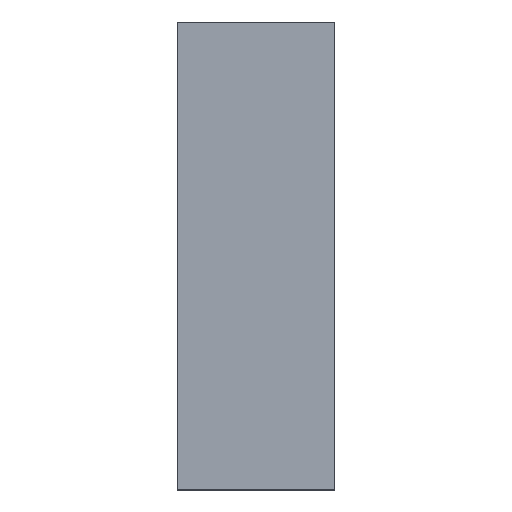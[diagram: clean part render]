
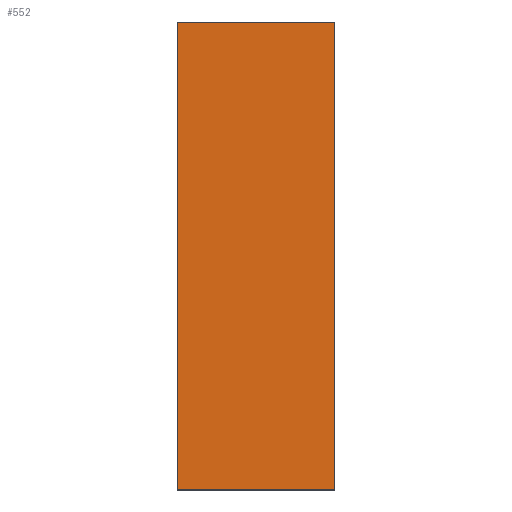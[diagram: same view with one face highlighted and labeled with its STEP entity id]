
A CAD part, top view. The second image highlights one B-rep face of the part: STEP entity #552.
In plain terms, the highlighted planar face has unit normal (0, 0, 1).
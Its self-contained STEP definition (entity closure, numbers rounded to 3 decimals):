
#544=AXIS2_PLACEMENT_3D('Plane Axis2P3D',#541,#542,#543) ;
#382=CARTESIAN_POINT('Vertex',(3.4,0.,2.912)) ;
#389=CARTESIAN_POINT('Vertex',(3.4,9.8,2.912)) ;
#392=CARTESIAN_POINT('Line Origine',(3.4,4.9,2.912)) ;
#410=CARTESIAN_POINT('Line Origine',(1.75,0.,2.912)) ;
#414=CARTESIAN_POINT('Vertex',(0.1,0.,2.912)) ;
#435=CARTESIAN_POINT('Line Origine',(0.1,4.9,2.912)) ;
#439=CARTESIAN_POINT('Vertex',(0.1,9.8,2.912)) ;
#460=CARTESIAN_POINT('Line Origine',(1.75,9.8,2.912)) ;
#541=CARTESIAN_POINT('Axis2P3D Location',(1.75,0.,2.912)) ;
#393=DIRECTION('Vector Direction',(0.,1.,0.)) ;
#411=DIRECTION('Vector Direction',(1.,0.,0.)) ;
#436=DIRECTION('Vector Direction',(0.,1.,0.)) ;
#461=DIRECTION('Vector Direction',(1.,0.,0.)) ;
#542=DIRECTION('Axis2P3D Direction',(0.,0.,-1.)) ;
#543=DIRECTION('Axis2P3D XDirection',(0.,1.,0.)) ;
#394=VECTOR('Line Direction',#393,1.) ;
#412=VECTOR('Line Direction',#411,1.) ;
#437=VECTOR('Line Direction',#436,1.) ;
#462=VECTOR('Line Direction',#461,1.) ;
#547=ORIENTED_EDGE('',*,*,#396,.T.) ;
#548=ORIENTED_EDGE('',*,*,#464,.F.) ;
#549=ORIENTED_EDGE('',*,*,#441,.F.) ;
#550=ORIENTED_EDGE('',*,*,#416,.T.) ;
#552=ADVANCED_FACE('S3D_GEDREHT',(#551),#545,.F.) ;
#396=EDGE_CURVE('',#383,#390,#395,.T.) ;
#416=EDGE_CURVE('',#415,#383,#413,.T.) ;
#441=EDGE_CURVE('',#415,#440,#438,.T.) ;
#464=EDGE_CURVE('',#440,#390,#463,.T.) ;
#546=EDGE_LOOP('',(#547,#548,#549,#550)) ;
#551=FACE_OUTER_BOUND('',#546,.T.) ;
#395=LINE('Line',#392,#394) ;
#413=LINE('Line',#410,#412) ;
#438=LINE('Line',#435,#437) ;
#463=LINE('Line',#460,#462) ;
#545=PLANE('',#544) ;
#383=VERTEX_POINT('',#382) ;
#390=VERTEX_POINT('',#389) ;
#415=VERTEX_POINT('',#414) ;
#440=VERTEX_POINT('',#439) ;
